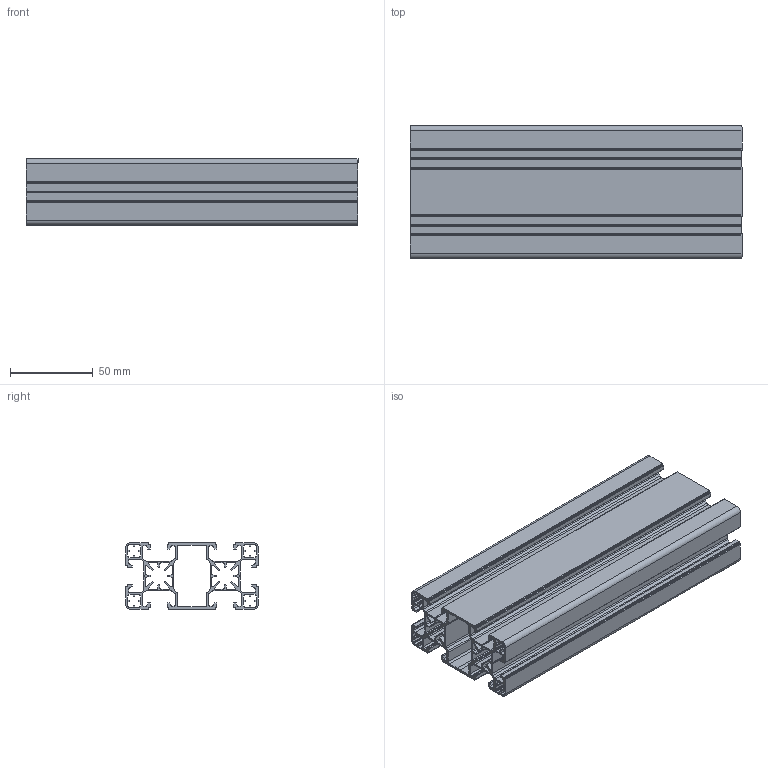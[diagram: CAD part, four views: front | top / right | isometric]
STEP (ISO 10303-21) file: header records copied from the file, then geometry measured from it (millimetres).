
FILE_DESCRIPTION (( 'STEP AP203' ), '1' );
FILE_NAME ('AL-PL-4080-A Àëþìèíèåâûé êîíñòðóêöèîííûé ïðîôèëü 40x80L àíîäèðîâàííûé.STEP', '2023-11-20T13:59:59', ( '' ), ( '' ), 'SwSTEP 2.0', 'SolidWorks 2021', '' );
FILE_SCHEMA (( 'CONFIG_CONTROL_DESIGN' ));
Length unit declared in the file: millimetre
Products named in the file (1): AL-PL-4080-A Àëþìèíèåâûé êîíñòðóêöèîííûé ïðîôèëü 40x80L àíîäèðîâàííûé
Bounding box: 200 x 80 x 40 mm (x, y, z)
Volume: 131628.4 mm3; surface area: 201997.5 mm2
Topology: 1 solids, 1 shells, 689 faces, 2061 edges, 1374 vertices
Faces by surface type: cylinder 367, plane 322
Entity records: 23534 total; most frequent: DIRECTION 4175, CARTESIAN_POINT 4125, ORIENTED_EDGE 4122, EDGE_CURVE 2061, AXIS2_PLACEMENT_3D 1424, VERTEX_POINT 1374, LINE 1327, VECTOR 1327
